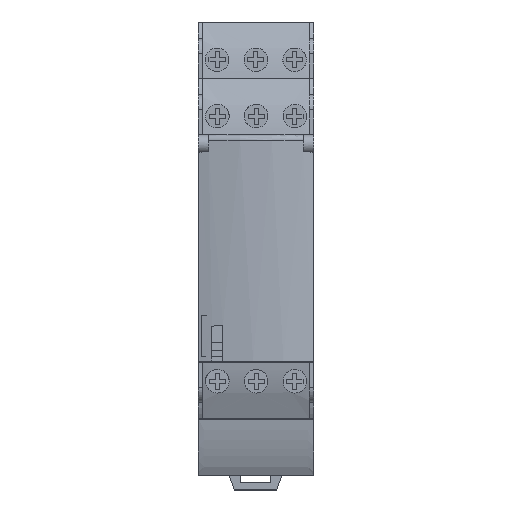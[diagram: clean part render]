
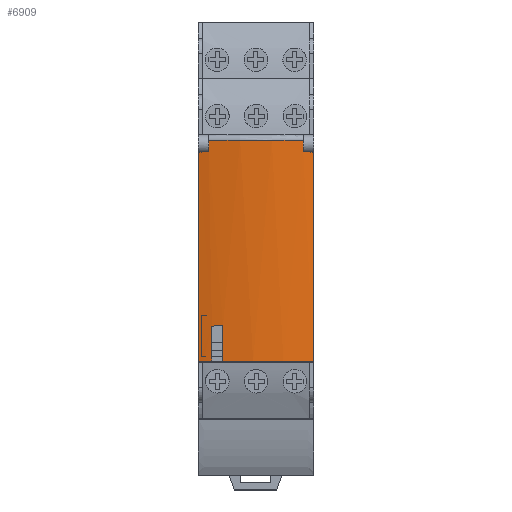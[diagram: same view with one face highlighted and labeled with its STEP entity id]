
A CAD part, top view. The second image highlights one B-rep face of the part: STEP entity #6909.
In plain terms, the highlighted cylindrical face has radius 50.197 mm (diameter 100.394 mm), a partial arc.
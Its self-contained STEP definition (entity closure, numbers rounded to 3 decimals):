
#1854=DIRECTION('',(0.,-1.,0.));
#1855=VECTOR('',#1854,0.334);
#1856=CARTESIAN_POINT('',(2.075,64.539,78.617));
#1857=LINE('',#1856,#1855);
#1870=CARTESIAN_POINT('',(11.45,66.5,29.303));
#1871=DIRECTION('',(0.,-1.,0.));
#1872=DIRECTION('',(0.187,0.,0.982));
#1873=AXIS2_PLACEMENT_3D('',#1870,#1871,#1872);
#1875=DIRECTION('',(0.,-1.,0.));
#1876=VECTOR('',#1875,7.1);
#1877=CARTESIAN_POINT('',(4.9,29.752,79.071));
#1878=LINE('',#1877,#1876);
#1879=CARTESIAN_POINT('',(2.7,29.556,78.731));
#1880=CARTESIAN_POINT('',(2.944,29.581,78.775));
#1881=CARTESIAN_POINT('',(3.432,29.629,78.857));
#1882=CARTESIAN_POINT('',(4.166,29.694,78.97));
#1883=CARTESIAN_POINT('',(4.655,29.734,79.039));
#1884=CARTESIAN_POINT('',(4.9,29.752,79.071));
#1886=DIRECTION('',(0.,-1.,0.));
#1887=VECTOR('',#1886,6.904);
#1888=CARTESIAN_POINT('',(2.7,29.556,78.731));
#1889=LINE('',#1888,#1887);
#1890=DIRECTION('',(0.,1.,0.));
#1891=VECTOR('',#1890,1.961);
#1892=CARTESIAN_POINT('',(2.075,64.539,78.617));
#1893=LINE('',#1892,#1891);
#1894=DIRECTION('',(0.,1.,0.));
#1895=VECTOR('',#1894,1.961);
#1896=CARTESIAN_POINT('',(20.825,64.539,78.617));
#1897=LINE('',#1896,#1895);
#1939=DIRECTION('',(0.,-1.,0.));
#1940=VECTOR('',#1939,0.334);
#1941=CARTESIAN_POINT('',(20.825,64.539,78.617));
#1942=LINE('',#1941,#1940);
#1959=CARTESIAN_POINT('',(2.075,64.205,78.617));
#1960=CARTESIAN_POINT('',(1.414,64.171,78.491));
#1961=CARTESIAN_POINT('',(0.755,64.134,78.352));
#1962=CARTESIAN_POINT('',(0.1,64.093,78.2));
#1968=CARTESIAN_POINT('',(22.8,64.093,78.2));
#1969=CARTESIAN_POINT('',(22.145,64.134,78.352));
#1970=CARTESIAN_POINT('',(21.486,64.171,78.491));
#1971=CARTESIAN_POINT('',(20.825,64.205,78.617));
#1977=DIRECTION('',(0.,-1.,0.));
#1978=VECTOR('',#1977,41.441);
#1979=CARTESIAN_POINT('',(0.1,64.093,78.2));
#1980=LINE('',#1979,#1978);
#1993=CARTESIAN_POINT('',(11.45,22.652,29.303));
#1994=DIRECTION('',(0.,1.,0.));
#1995=DIRECTION('',(-0.13,0.,0.991));
#1996=AXIS2_PLACEMENT_3D('',#1993,#1994,#1995);
#1998=CARTESIAN_POINT('',(11.45,22.652,29.303));
#1999=DIRECTION('',(0.,1.,0.));
#2000=DIRECTION('',(-0.226,0.,0.974));
#2001=AXIS2_PLACEMENT_3D('',#1998,#1999,#2000);
#2204=DIRECTION('',(0.,-1.,0.));
#2205=VECTOR('',#2204,41.441);
#2206=CARTESIAN_POINT('',(22.8,64.093,78.2));
#2207=LINE('',#2206,#2205);
#4031=CARTESIAN_POINT('',(0.1,64.093,78.2));
#4033=VERTEX_POINT('',#4031);
#4036=CARTESIAN_POINT('',(0.1,22.652,78.2));
#4038=VERTEX_POINT('',#4036);
#4039=CARTESIAN_POINT('',(22.8,64.093,78.2));
#4041=VERTEX_POINT('',#4039);
#4044=CARTESIAN_POINT('',(22.8,22.652,78.2));
#4046=VERTEX_POINT('',#4044);
#4861=CARTESIAN_POINT('',(2.075,64.539,78.617));
#4862=CARTESIAN_POINT('',(2.075,64.205,78.617));
#4863=VERTEX_POINT('',#4861);
#4864=VERTEX_POINT('',#4862);
#4865=CARTESIAN_POINT('',(20.825,64.539,78.617));
#4866=CARTESIAN_POINT('',(20.825,64.205,78.617));
#4867=VERTEX_POINT('',#4865);
#4868=VERTEX_POINT('',#4866);
#4873=CARTESIAN_POINT('',(2.7,22.652,78.731));
#4874=VERTEX_POINT('',#4873);
#4875=CARTESIAN_POINT('',(4.9,22.652,79.071));
#4876=VERTEX_POINT('',#4875);
#4883=VERTEX_POINT('',#1879);
#4884=VERTEX_POINT('',#1884);
#4890=CARTESIAN_POINT('',(20.825,66.5,78.617));
#4891=CARTESIAN_POINT('',(2.075,66.5,78.617));
#4892=VERTEX_POINT('',#4890);
#4893=VERTEX_POINT('',#4891);
#6876=CARTESIAN_POINT('',(11.45,22.652,29.303));
#6877=DIRECTION('',(0.,-1.,0.));
#6878=DIRECTION('',(1.,0.,0.));
#6879=AXIS2_PLACEMENT_3D('',#6876,#6877,#6878);
#6880=CYLINDRICAL_SURFACE('',#6879,50.197);
#6881=ORIENTED_EDGE('',*,*,#6843,.F.);
#6883=ORIENTED_EDGE('',*,*,#6882,.F.);
#6885=ORIENTED_EDGE('',*,*,#6884,.T.);
#6887=ORIENTED_EDGE('',*,*,#6886,.F.);
#6889=ORIENTED_EDGE('',*,*,#6888,.T.);
#6891=ORIENTED_EDGE('',*,*,#6890,.F.);
#6893=ORIENTED_EDGE('',*,*,#6892,.F.);
#6895=ORIENTED_EDGE('',*,*,#6894,.F.);
#6897=ORIENTED_EDGE('',*,*,#6896,.T.);
#6899=ORIENTED_EDGE('',*,*,#6898,.F.);
#6901=ORIENTED_EDGE('',*,*,#6900,.F.);
#6903=ORIENTED_EDGE('',*,*,#6902,.F.);
#6904=ORIENTED_EDGE('',*,*,#6855,.F.);
#6906=ORIENTED_EDGE('',*,*,#6905,.T.);
#6907=EDGE_LOOP('',(#6881,#6883,#6885,#6887,#6889,#6891,#6893,#6895,#6897,#6899,
#6901,#6903,#6904,#6906));
#6908=FACE_OUTER_BOUND('',#6907,.F.);
#1874=CIRCLE('',#1873,50.197);
#1885=B_SPLINE_CURVE_WITH_KNOTS('',3,(#1879,#1880,#1881,#1882,#1883,#1884),
.UNSPECIFIED.,.F.,.F.,(4,1,1,4),(0.,0.333,0.667,1.),
.UNSPECIFIED.);
#1963=B_SPLINE_CURVE_WITH_KNOTS('',3,(#1959,#1960,#1961,#1962),.UNSPECIFIED.,
.F.,.F.,(4,4),(0.,1.),.UNSPECIFIED.);
#1972=B_SPLINE_CURVE_WITH_KNOTS('',3,(#1968,#1969,#1970,#1971),.UNSPECIFIED.,
.F.,.F.,(4,4),(0.,1.),.UNSPECIFIED.);
#1997=CIRCLE('',#1996,50.197);
#2002=CIRCLE('',#2001,50.197);
#6843=EDGE_CURVE('',#4892,#4893,#1874,.T.);
#6855=EDGE_CURVE('',#4863,#4864,#1857,.T.);
#6882=EDGE_CURVE('',#4867,#4892,#1897,.T.);
#6884=EDGE_CURVE('',#4867,#4868,#1942,.T.);
#6886=EDGE_CURVE('',#4041,#4868,#1972,.T.);
#6888=EDGE_CURVE('',#4041,#4046,#2207,.T.);
#6890=EDGE_CURVE('',#4876,#4046,#1997,.T.);
#6892=EDGE_CURVE('',#4884,#4876,#1878,.T.);
#6894=EDGE_CURVE('',#4883,#4884,#1885,.T.);
#6896=EDGE_CURVE('',#4883,#4874,#1889,.T.);
#6898=EDGE_CURVE('',#4038,#4874,#2002,.T.);
#6900=EDGE_CURVE('',#4033,#4038,#1980,.T.);
#6902=EDGE_CURVE('',#4864,#4033,#1963,.T.);
#6905=EDGE_CURVE('',#4863,#4893,#1893,.T.);
#6909=ADVANCED_FACE('',(#6908),#6880,.T.);
